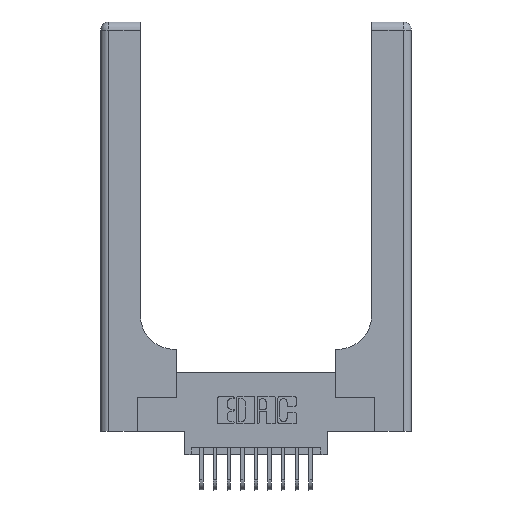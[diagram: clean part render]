
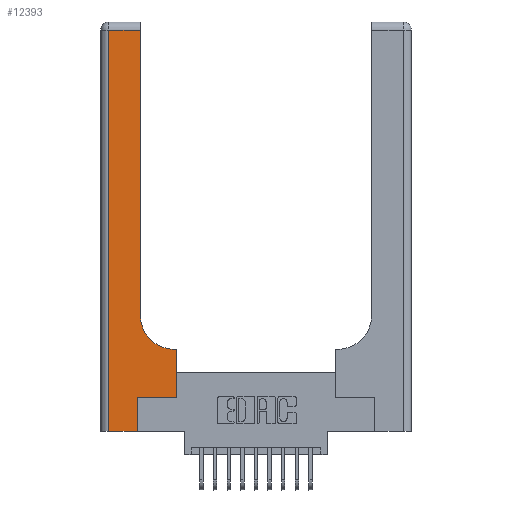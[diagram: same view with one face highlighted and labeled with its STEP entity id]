
A CAD part, top view. The second image highlights one B-rep face of the part: STEP entity #12393.
In plain terms, the highlighted planar face has unit normal (0, 0, 1).
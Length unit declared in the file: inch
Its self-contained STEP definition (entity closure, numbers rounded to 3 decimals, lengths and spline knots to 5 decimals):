
#609 = ORIENTED_EDGE ( 'NONE', *, *, #16408, .T. ) ;
#715 = VECTOR ( 'NONE', #5920, 39.37008 ) ;
#1147 = CARTESIAN_POINT ( 'NONE',  ( 0.06, 0., 0.37 ) ) ;
#2287 = CARTESIAN_POINT ( 'NONE',  ( 0.2915, 0.85, 0.37 ) ) ;
#2292 = DIRECTION ( 'NONE',  ( 0., 0., -1. ) ) ;
#2412 = CARTESIAN_POINT ( 'NONE',  ( 0.269, 0.25, 0.37 ) ) ;
#2464 = ORIENTED_EDGE ( 'NONE', *, *, #13127, .T. ) ;
#2537 = CARTESIAN_POINT ( 'NONE',  ( 0., 0., 0.37 ) ) ;
#2793 = EDGE_CURVE ( 'NONE', #16882, #9614, #12203, .T. ) ;
#3050 = CARTESIAN_POINT ( 'NONE',  ( 0.269, 0.25, 0.37 ) ) ;
#3326 = VECTOR ( 'NONE', #9811, 39.37008 ) ;
#3356 = EDGE_CURVE ( 'NONE', #13922, #5014, #10861, .T. ) ;
#3434 = LINE ( 'NONE', #2537, #13938 ) ;
#3797 = LINE ( 'NONE', #3050, #18020 ) ;
#3997 = DIRECTION ( 'NONE',  ( 1., 0., 0. ) ) ;
#4015 = VECTOR ( 'NONE', #17063, 39.37008 ) ;
#4086 = CARTESIAN_POINT ( 'NONE',  ( 0.5415, 0.6, 0.37 ) ) ;
#4148 = CARTESIAN_POINT ( 'NONE',  ( 0.2915, 3., 0.37 ) ) ;
#4170 = CARTESIAN_POINT ( 'NONE',  ( 0.5415, 0.85, 0.37 ) ) ;
#4483 = CARTESIAN_POINT ( 'NONE',  ( 0.5585, 0.25, 0.37 ) ) ;
#4508 = ORIENTED_EDGE ( 'NONE', *, *, #5779, .T. ) ;
#5014 = VERTEX_POINT ( 'NONE', #14864 ) ;
#5132 = CARTESIAN_POINT ( 'NONE',  ( 0., 3., 0.37 ) ) ;
#5609 = DIRECTION ( 'NONE',  ( 1., 0., 0. ) ) ;
#5779 = EDGE_CURVE ( 'NONE', #12056, #14428, #3434, .T. ) ;
#5854 = ORIENTED_EDGE ( 'NONE', *, *, #2793, .T. ) ;
#5920 = DIRECTION ( 'NONE',  ( 0., 1., 0. ) ) ;
#5946 = DIRECTION ( 'NONE',  ( 1., 0., 0. ) ) ;
#6364 = FACE_OUTER_BOUND ( 'NONE', #15570, .T. ) ;
#6616 = CARTESIAN_POINT ( 'NONE',  ( 0.269, 0., 0.37 ) ) ;
#7022 = DIRECTION ( 'NONE',  ( 0., 1., 0. ) ) ;
#7046 = VECTOR ( 'NONE', #7022, 39.37008 ) ;
#7575 = EDGE_CURVE ( 'NONE', #14428, #16336, #8074, .T. ) ;
#8074 = LINE ( 'NONE', #6616, #15617 ) ;
#8369 = CARTESIAN_POINT ( 'NONE',  ( 0.06, 3., 0.37 ) ) ;
#8753 = ORIENTED_EDGE ( 'NONE', *, *, #7575, .T. ) ;
#9446 = PLANE ( 'NONE',  #16898 ) ;
#9575 = EDGE_CURVE ( 'NONE', #9614, #17592, #11636, .T. ) ;
#9614 = VERTEX_POINT ( 'NONE', #14380 ) ;
#9646 = ORIENTED_EDGE ( 'NONE', *, *, #9575, .T. ) ;
#9811 = DIRECTION ( 'NONE',  ( 0., -1., 0. ) ) ;
#10861 = LINE ( 'NONE', #4148, #7046 ) ;
#11219 = ORIENTED_EDGE ( 'NONE', *, *, #3356, .T. ) ;
#11636 = LINE ( 'NONE', #18459, #4015 ) ;
#11673 = ORIENTED_EDGE ( 'NONE', *, *, #17330, .T. ) ;
#11676 = CARTESIAN_POINT ( 'NONE',  ( 0., 2.94, 0.37 ) ) ;
#12056 = VERTEX_POINT ( 'NONE', #1147 ) ;
#12203 = LINE ( 'NONE', #4483, #715 ) ;
#12321 = DIRECTION ( 'NONE',  ( -1., 0., 0. ) ) ;
#12393 = ADVANCED_FACE ( 'NONE', ( #6364 ), #9446, .F. ) ;
#13127 = EDGE_CURVE ( 'NONE', #17592, #13922, #16996, .T. ) ;
#13399 = CARTESIAN_POINT ( 'NONE',  ( 0.269, 0., 0.37 ) ) ;
#13585 = CARTESIAN_POINT ( 'NONE',  ( 0.5585, 0.25, 0.37 ) ) ;
#13922 = VERTEX_POINT ( 'NONE', #2287 ) ;
#13938 = VECTOR ( 'NONE', #3997, 39.37008 ) ;
#14146 = DIRECTION ( 'NONE',  ( 0., 0., -1. ) ) ;
#14332 = AXIS2_PLACEMENT_3D ( 'NONE', #4170, #14146, #5609 ) ;
#14380 = CARTESIAN_POINT ( 'NONE',  ( 0.5585, 0.6, 0.37 ) ) ;
#14428 = VERTEX_POINT ( 'NONE', #13399 ) ;
#14683 = LINE ( 'NONE', #11676, #17976 ) ;
#14864 = CARTESIAN_POINT ( 'NONE',  ( 0.2915, 2.94, 0.37 ) ) ;
#15570 = EDGE_LOOP ( 'NONE', ( #11219, #11673, #609, #4508, #8753, #16286, #5854, #9646, #2464 ) ) ;
#15581 = VERTEX_POINT ( 'NONE', #17859 ) ;
#15617 = VECTOR ( 'NONE', #17967, 39.37008 ) ;
#15910 = EDGE_CURVE ( 'NONE', #16336, #16882, #3797, .T. ) ;
#15918 = DIRECTION ( 'NONE',  ( -1., 0., 0. ) ) ;
#16286 = ORIENTED_EDGE ( 'NONE', *, *, #15910, .T. ) ;
#16336 = VERTEX_POINT ( 'NONE', #2412 ) ;
#16408 = EDGE_CURVE ( 'NONE', #15581, #12056, #18003, .T. ) ;
#16882 = VERTEX_POINT ( 'NONE', #13585 ) ;
#16898 = AXIS2_PLACEMENT_3D ( 'NONE', #5132, #2292, #12321 ) ;
#16996 = CIRCLE ( 'NONE', #14332, 0.25 ) ;
#17063 = DIRECTION ( 'NONE',  ( -1., 0., 0. ) ) ;
#17330 = EDGE_CURVE ( 'NONE', #5014, #15581, #14683, .T. ) ;
#17592 = VERTEX_POINT ( 'NONE', #4086 ) ;
#17859 = CARTESIAN_POINT ( 'NONE',  ( 0.06, 2.94, 0.37 ) ) ;
#17967 = DIRECTION ( 'NONE',  ( 0., 1., 0. ) ) ;
#17976 = VECTOR ( 'NONE', #15918, 39.37008 ) ;
#18003 = LINE ( 'NONE', #8369, #3326 ) ;
#18020 = VECTOR ( 'NONE', #5946, 39.37008 ) ;
#18459 = CARTESIAN_POINT ( 'NONE',  ( 0.2915, 0.6, 0.37 ) ) ;
